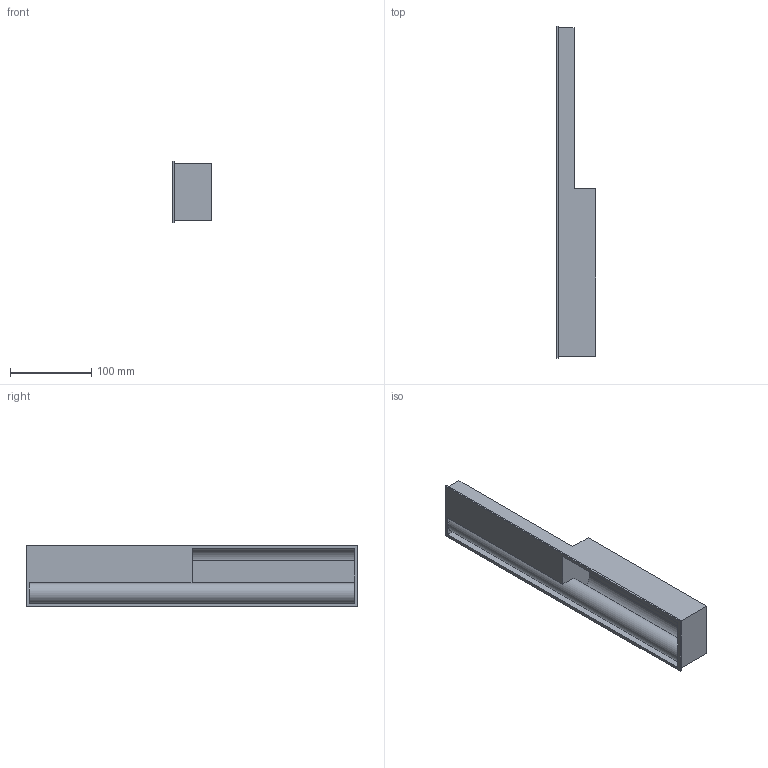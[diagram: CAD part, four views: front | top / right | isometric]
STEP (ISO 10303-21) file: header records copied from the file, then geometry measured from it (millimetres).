
FILE_DESCRIPTION (( 'STEP AP214' ), '1' );
FILE_NAME ('Poignée porte-Version 1- Usinée dans la masse avec rond laiton vissé.STEP', '2022-06-14T15:28:40', ( '' ), ( '' ), 'SwSTEP 2.0', 'SolidWorks 2021', '' );
FILE_SCHEMA (( 'AUTOMOTIVE_DESIGN' ));
Length unit declared in the file: millimetre
Products named in the file (1): Poignée porte-Version 1- Usinée dans la masse avec rond laiton vissé
Bounding box: 48 x 408 x 75 mm (x, y, z)
Volume: 491611.5 mm3; surface area: 153100.1 mm2
Topology: 2 solids, 2 shells, 28 faces, 65 edges, 43 vertices
Faces by surface type: plane 25, cylinder 3
Full cylindrical faces by diameter (mm): 25 x1
Entity records: 826 total; most frequent: CARTESIAN_POINT 136, DIRECTION 129, ORIENTED_EDGE 128, EDGE_CURVE 64, VECTOR 57, LINE 57, VERTEX_POINT 43, AXIS2_PLACEMENT_3D 36
